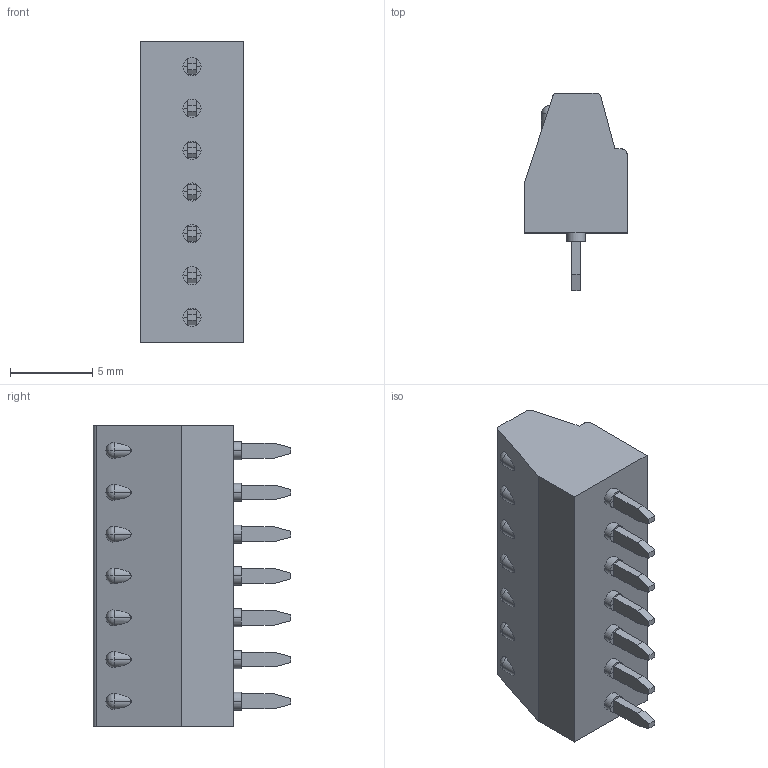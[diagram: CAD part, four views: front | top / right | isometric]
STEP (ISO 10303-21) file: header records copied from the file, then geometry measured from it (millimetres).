
FILE_DESCRIPTION(('SolidDesigner STEP Export'),'1');
FILE_NAME('mpt_0.5-7-2.54.stp','2000-06-14T11:34:07',(''),(''), 'SolidDesigner STEP processor Version: 7.0(Mar 1999)for AP214(CD)(Solid Model)', 'CoCreate SolidDesigner: 07.50 21-Dec-99(C) CoCreate Software GmbH','');
FILE_SCHEMA(('AUTOMOTIVE_DESIGN_CC2 {1 2 10303 214 -1 1 5 1}'));
Length unit declared in the file: millimetre
Products named in the file (2): mpt_0.5-7-2.54
Assembly tree (1 placements, depth 2):
  mpt_0.5-7-2.54
    mpt_0.5-7-2.54
Bounding box: 6.2 x 12 x 18.24 mm (x, y, z)
Volume: 731 mm3; surface area: 880.9 mm2
Topology: 1 solids, 1 shells, 422 faces, 1024 edges, 629 vertices
Faces by surface type: plane 306, cylinder 102, sphere 14
Entity records: 14857 total; most frequent: CARTESIAN_POINT 2293, ORIENTED_EDGE 2020, DIRECTION 1738, EDGE_CURVE 1010, VECTOR 638, LINE 638, VERTEX_POINT 629, AXIS2_PLACEMENT_3D 550
